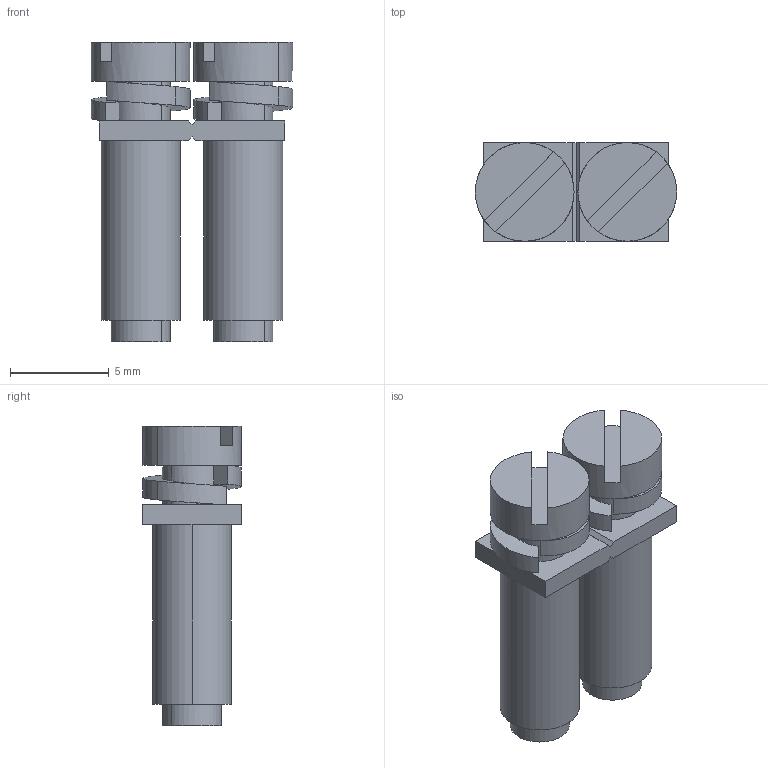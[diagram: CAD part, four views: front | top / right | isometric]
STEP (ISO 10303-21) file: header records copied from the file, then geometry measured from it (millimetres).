
FILE_DESCRIPTION(('Creo Elements/Direct Modeling STEP Export'),'2;1');
FILE_NAME('model.stp','2020-03-03T 0:15:28',(''),(''),'Creo Elements/Direct Modeling STEP processor for AP214 (Solid Model)','Creo Elements/Direct Modeling 20.1A 29-Sep-2018 (C) Parametric Technology GmbH','');
FILE_SCHEMA(('AUTOMOTIVE_DESIGN { 1 0 10303 214 1 1 1 1 }'));
Length unit declared in the file: millimetre
Products named in the file (2): FBR_2_5_EX-select
Assembly tree (1 placements, depth 2):
  FBR_2_5_EX-select
    FBR_2_5_EX-select
Bounding box: 10.2 x 5 x 15.2 mm (x, y, z)
Volume: 413.4 mm3; surface area: 606.4 mm2
Topology: 1 solids, 1 shells, 62 faces, 162 edges, 108 vertices
Faces by surface type: plane 32, cylinder 26, bspline 4
Entity records: 5384 total; most frequent: CARTESIAN_POINT 3513, ORIENTED_EDGE 324, DIRECTION 204, EDGE_CURVE 162, VERTEX_POINT 108, VECTOR 72, LINE 72, EDGE_LOOP 68
